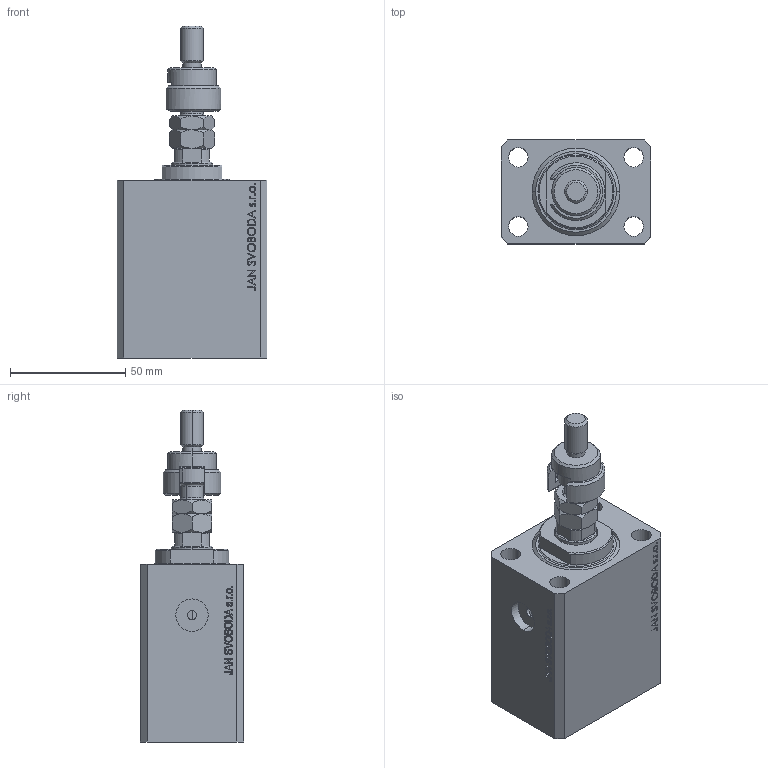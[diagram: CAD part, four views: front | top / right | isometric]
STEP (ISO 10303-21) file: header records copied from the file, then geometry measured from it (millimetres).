
FILE_DESCRIPTION (( 'STEP AP203' ), '1' );
FILE_NAME ('7ce6.STEP', '2022-04-09T15:58:05', ( '' ), ( '' ), 'SwSTEP 2.0', 'SolidWorks 2019', '' );
FILE_SCHEMA (( 'CONFIG_CONTROL_DESIGN' ));
Length unit declared in the file: millimetre
Products named in the file (7): FEMALE_PART_FOR_DFA 3e7bfb0f1985c806c5cc926f4a2d1120; 7ce6; MFA 3e7bfb0f1985c806c5cc926f4a2d1120; DFA 3e7bfb0f1985c806c5cc926f4a2d1120; V250CE_VC_C 3e7bfb0f1985c806c5cc926f4a2d1120; V250CE_C_Body 3e7bfb0f1985c806c5cc926f4a2d1120; V250CE_C_VCP 3e7bfb0f1985c806c5cc926f4a2d1120
Assembly tree (6 placements, depth 3):
  7ce6
    V250CE_C_Body 3e7bfb0f1985c806c5cc926f4a2d1120
    V250CE_C_VCP 3e7bfb0f1985c806c5cc926f4a2d1120
    V250CE_VC_C 3e7bfb0f1985c806c5cc926f4a2d1120
    DFA 3e7bfb0f1985c806c5cc926f4a2d1120
      FEMALE_PART_FOR_DFA 3e7bfb0f1985c806c5cc926f4a2d1120
      MFA 3e7bfb0f1985c806c5cc926f4a2d1120
Bounding box: 65 x 45 x 143.9 mm (x, y, z)
Volume: 215291 mm3; surface area: 58273.4 mm2
Topology: 5 solids, 5 shells, 957 faces, 2442 edges, 1599 vertices
Faces by surface type: plane 456, bspline 374, cylinder 63, cone 54, torus 10
Entity records: 47529 total; most frequent: CARTESIAN_POINT 26186, ORIENTED_EDGE 4880, DIRECTION 2984, EDGE_CURVE 2440, VERTEX_POINT 1599, VECTOR 1426, LINE 1426, EDGE_LOOP 1081
